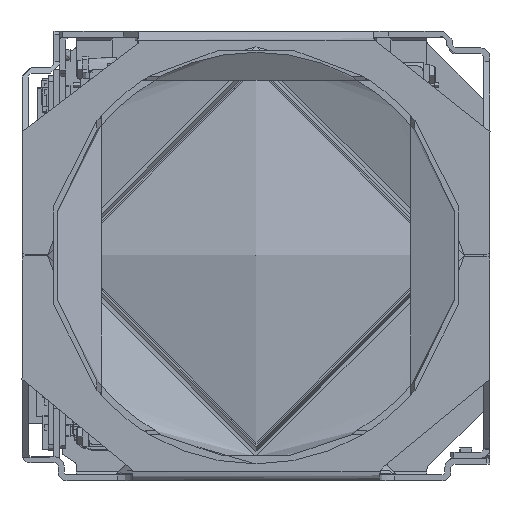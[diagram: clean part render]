
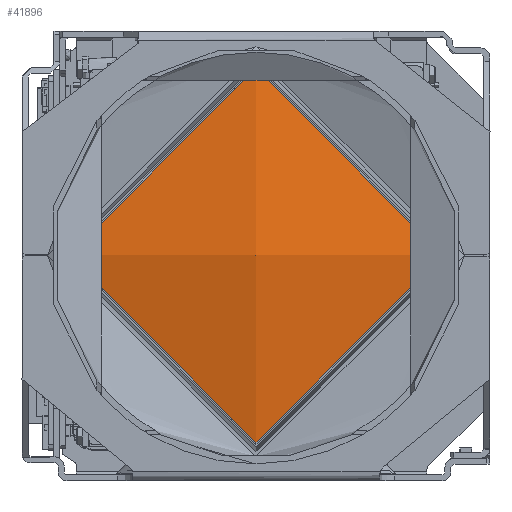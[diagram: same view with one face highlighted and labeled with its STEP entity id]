
A CAD part, left-side view. The second image highlights one B-rep face of the part: STEP entity #41896.
In plain terms, the highlighted free-form (B-spline) face has degree [3, 3] with [4, 7] control points.
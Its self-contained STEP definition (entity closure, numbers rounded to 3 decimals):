
#9231 = CARTESIAN_POINT ( 'NONE',  ( -166.71, 0., 0. ) ) ;
#10258 = CARTESIAN_POINT ( 'NONE',  ( -162.808, 31.15, 0. ) ) ;
#12358 = CARTESIAN_POINT ( 'NONE',  ( -162.808, -31.15, 62.3 ) ) ;
#27222 = CARTESIAN_POINT ( 'NONE',  ( -166.71, 0., 0. ) ) ;
#28281 = CARTESIAN_POINT ( 'NONE',  ( -166.71, 0., 0. ) ) ;
#32174 = CARTESIAN_POINT ( 'NONE',  ( -162.808, 31.15, 0. ) ) ;
#34731 = EDGE_LOOP ( 'NONE', ( #111206 ) ) ;
#38064 = VERTEX_POINT ( 'NONE', #146228 ) ;
#41896 = ADVANCED_FACE ( 'NONE', ( #122620 ), #53077, .T. ) ;
#43149 = CARTESIAN_POINT ( 'NONE',  ( -165.402, 20.956, -41.912 ) ) ;
#44179 = CARTESIAN_POINT ( 'NONE',  ( -166.71, 10.519, 0. ) ) ;
#48089 = CARTESIAN_POINT ( 'NONE',  ( -166.71, 10.519, -21.038 ) ) ;
#53077 =( BOUNDED_SURFACE ( )  B_SPLINE_SURFACE ( 3, 3, ( 
 ( #32174, #202142, #12358, #171391, #63968, #121578, #10258 ),
 ( #74931, #205285, #186220, #90834, #123664, #43149, #177372 ),
 ( #44179, #105676, #139582, #112709, #77030, #48089, #107762 ),
 ( #108799, #193237, #28281, #27222, #89800, #9231, #172412 ) ),
 .UNSPECIFIED., .F., .T., .T. ) 
 B_SPLINE_SURFACE_WITH_KNOTS ( ( 4, 4 ),
 ( 4, 3, 4 ),
 ( 0., 1. ),
 ( 0., 0.5, 1. ),
 .UNSPECIFIED. ) 
 GEOMETRIC_REPRESENTATION_ITEM ( )  RATIONAL_B_SPLINE_SURFACE ( (
 ( 1., 0.333, 0.333, 1., 0.333, 0.333, 1.),
 ( 0.995, 0.332, 0.332, 0.995, 0.332, 0.332, 0.995),
 ( 0.995, 0.332, 0.332, 0.995, 0.332, 0.332, 0.995),
 ( 1., 0.333, 0.333, 1., 0.333, 0.333, 1.) ) ) 
 REPRESENTATION_ITEM ( '' )  SURFACE ( )  );
#63968 = CARTESIAN_POINT ( 'NONE',  ( -162.808, -31.15, -62.3 ) ) ;
#65631 = DIRECTION ( 'NONE',  ( 0., 1., 0. ) ) ;
#74931 = CARTESIAN_POINT ( 'NONE',  ( -165.402, 20.956, 0. ) ) ;
#77030 = CARTESIAN_POINT ( 'NONE',  ( -166.71, -10.519, -21.038 ) ) ;
#89800 = CARTESIAN_POINT ( 'NONE',  ( -166.71, 0., 0. ) ) ;
#90834 = CARTESIAN_POINT ( 'NONE',  ( -165.402, -20.956, 0. ) ) ;
#95314 = CARTESIAN_POINT ( 'NONE',  ( -162.808, 0., 0. ) ) ;
#105676 = CARTESIAN_POINT ( 'NONE',  ( -166.71, 10.519, 21.038 ) ) ;
#107762 = CARTESIAN_POINT ( 'NONE',  ( -166.71, 10.519, 0. ) ) ;
#108799 = CARTESIAN_POINT ( 'NONE',  ( -166.71, 0., 0. ) ) ;
#108901 = AXIS2_PLACEMENT_3D ( 'NONE', #95314, #159946, #65631 ) ;
#111206 = ORIENTED_EDGE ( 'NONE', *, *, #204225, .T. ) ;
#112709 = CARTESIAN_POINT ( 'NONE',  ( -166.71, -10.519, 0. ) ) ;
#121578 = CARTESIAN_POINT ( 'NONE',  ( -162.808, 31.15, -62.3 ) ) ;
#122620 = FACE_OUTER_BOUND ( 'NONE', #34731, .T. ) ;
#123664 = CARTESIAN_POINT ( 'NONE',  ( -165.402, -20.956, -41.912 ) ) ;
#139582 = CARTESIAN_POINT ( 'NONE',  ( -166.71, -10.519, 21.038 ) ) ;
#146228 = CARTESIAN_POINT ( 'NONE',  ( -162.808, 31.15, 0. ) ) ;
#159946 = DIRECTION ( 'NONE',  ( -1., 0., 0. ) ) ;
#171391 = CARTESIAN_POINT ( 'NONE',  ( -162.808, -31.15, 0. ) ) ;
#172412 = CARTESIAN_POINT ( 'NONE',  ( -166.71, 0., 0. ) ) ;
#177372 = CARTESIAN_POINT ( 'NONE',  ( -165.402, 20.956, 0. ) ) ;
#186220 = CARTESIAN_POINT ( 'NONE',  ( -165.402, -20.956, 41.912 ) ) ;
#193237 = CARTESIAN_POINT ( 'NONE',  ( -166.71, 0., 0. ) ) ;
#200273 = CIRCLE ( 'NONE', #108901, 31.15 ) ;
#202142 = CARTESIAN_POINT ( 'NONE',  ( -162.808, 31.15, 62.3 ) ) ;
#204225 = EDGE_CURVE ( 'NONE', #38064, #38064, #200273, .T. ) ;
#205285 = CARTESIAN_POINT ( 'NONE',  ( -165.402, 20.956, 41.912 ) ) ;
